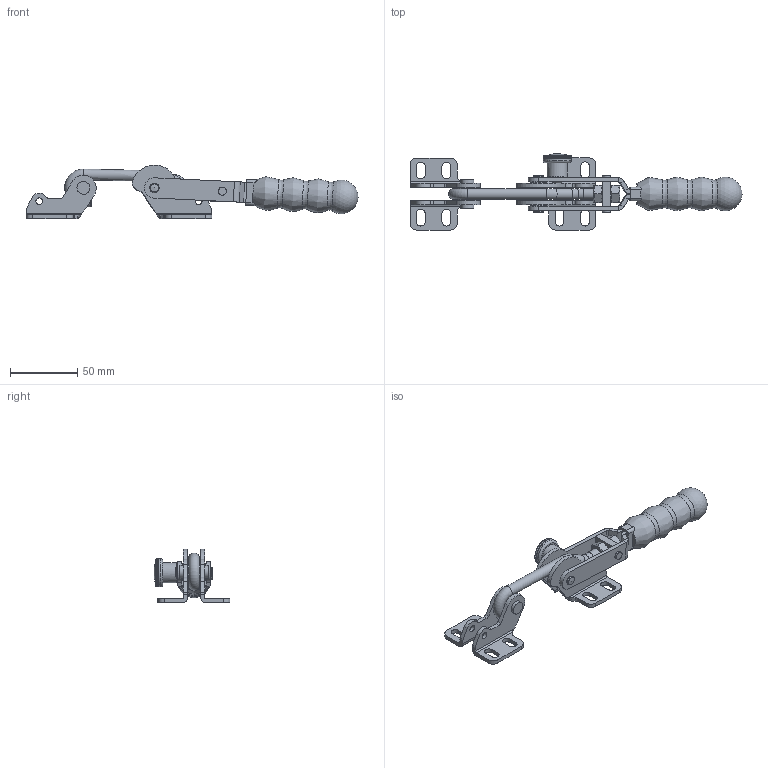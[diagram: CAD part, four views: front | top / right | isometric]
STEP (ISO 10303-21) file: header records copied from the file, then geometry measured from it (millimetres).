
FILE_DESCRIPTION(/* description */ (''),/* implementation_level */ '2;1');
FILE_NAME(/* name */ 'HC02SL.stp',/* time_stamp */ '2022-02-28T11:58:15+00:00',/* author */ ('Sandfield Engineering'),/* organization */ ('Sandfield Engineering'),/* preprocessor_version */ 'ST-DEVELOPER v18.1',/* originating_system */ 'Autodesk Inventor 2021',/* authorisation */ '');
FILE_SCHEMA (('AUTOMOTIVE_DESIGN { 1 0 10303 214 3 1 1 }'));
Length unit declared in the file: millimetre
Products named in the file (8): HC02SL; HC02SL_1; HC02SL_1_1; HC02SL_2; HC02SL_3; HC02SL_4; HC02SL_5; HC02SL_6
Assembly tree (7 placements, depth 2):
  HC02SL
    HC02SL_1
    HC02SL_1_1
    HC02SL_2
    HC02SL_3
    HC02SL_4
    HC02SL_5
    HC02SL_6
Bounding box: 246.41 x 56.41 x 39.96 mm (x, y, z)
Volume: 81359.6 mm3; surface area: 42574.8 mm2
Topology: 7 solids, 8 shells, 863 faces, 2335 edges, 1432 vertices
Faces by surface type: plane 580, cylinder 226, cone 27, bspline 13, torus 13, sphere 4
Full cylindrical faces by diameter (mm): 4 x1, 4.4 x1, 4.99 x1, 5 x6, 5.5 x3, 5.95 x2, 6 x2, 6.5 x2, 6.647 x2, 7.188 x1, 7.99 x1, 8 x5, 8.2 x1, 9.525 x3, 9.6 x2, 12.5 x2, 14 x2, 15 x2, 21 x1
Entity records: 29741 total; most frequent: CARTESIAN_POINT 6734, DIRECTION 4846, ORIENTED_EDGE 4664, EDGE_CURVE 2332, AXIS2_PLACEMENT_3D 1753, VERTEX_POINT 1432, LINE 1340, VECTOR 1340
